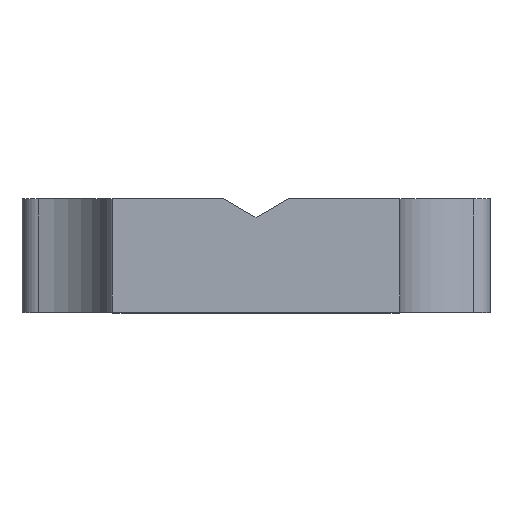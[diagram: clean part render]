
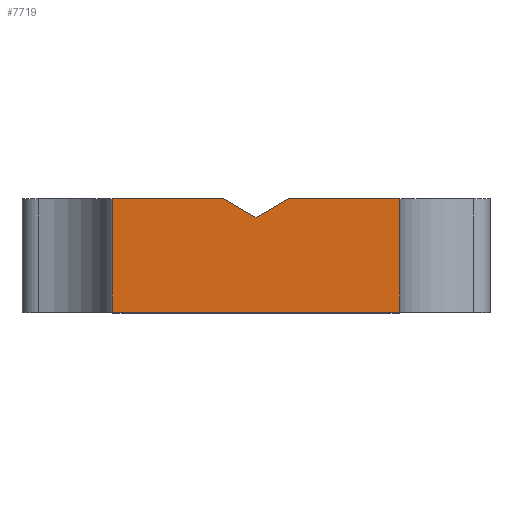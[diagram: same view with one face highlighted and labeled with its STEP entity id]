
A CAD part, top view. The second image highlights one B-rep face of the part: STEP entity #7719.
In plain terms, the highlighted planar face has unit normal (0, 0, 1).
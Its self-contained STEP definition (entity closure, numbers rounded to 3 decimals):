
#52 = DIRECTION ( 'NONE',  ( -1., 0., 0. ) ) ;
#110 = LINE ( 'NONE', #4179, #7775 ) ;
#218 = VERTEX_POINT ( 'NONE', #9478 ) ;
#255 = ORIENTED_EDGE ( 'NONE', *, *, #5707, .F. ) ;
#757 = PLANE ( 'NONE',  #2101 ) ;
#950 = EDGE_LOOP ( 'NONE', ( #5236, #1317, #7625, #4031, #5134, #255, #5036 ) ) ;
#1029 = VECTOR ( 'NONE', #6374, 1000. ) ;
#1317 = ORIENTED_EDGE ( 'NONE', *, *, #8093, .F. ) ;
#1447 = VECTOR ( 'NONE', #5052, 1000. ) ;
#1785 = CARTESIAN_POINT ( 'NONE',  ( -11.629, -10.549, 58. ) ) ;
#2101 = AXIS2_PLACEMENT_3D ( 'NONE', #2237, #4466, #52 ) ;
#2237 = CARTESIAN_POINT ( 'NONE',  ( 3.571, -10.549, 58. ) ) ;
#2305 = CARTESIAN_POINT ( 'NONE',  ( 3.571, -10.549, 58. ) ) ;
#2527 = VECTOR ( 'NONE', #3572, 1000. ) ;
#2604 = VERTEX_POINT ( 'NONE', #3523 ) ;
#2613 = LINE ( 'NONE', #7667, #6074 ) ;
#2683 = CARTESIAN_POINT ( 'NONE',  ( 3.571, -10.549, 58. ) ) ;
#2803 = EDGE_CURVE ( 'NONE', #8427, #8944, #8602, .T. ) ;
#2981 = LINE ( 'NONE', #2683, #1029 ) ;
#3212 = DIRECTION ( 'NONE',  ( 0.866, 0.5, 0. ) ) ;
#3497 = CARTESIAN_POINT ( 'NONE',  ( -4.029, -5.549, 58. ) ) ;
#3523 = CARTESIAN_POINT ( 'NONE',  ( -11.629, -4.549, 58. ) ) ;
#3572 = DIRECTION ( 'NONE',  ( -1., 0., 0. ) ) ;
#3759 = FACE_OUTER_BOUND ( 'NONE', #950, .T. ) ;
#3772 = DIRECTION ( 'NONE',  ( 0., 1., 0. ) ) ;
#3881 = LINE ( 'NONE', #8594, #9578 ) ;
#4031 = ORIENTED_EDGE ( 'NONE', *, *, #5770, .T. ) ;
#4113 = EDGE_CURVE ( 'NONE', #218, #9154, #110, .T. ) ;
#4123 = DIRECTION ( 'NONE',  ( 0., 1., 0. ) ) ;
#4179 = CARTESIAN_POINT ( 'NONE',  ( -5.762, -4.549, 58. ) ) ;
#4390 = CARTESIAN_POINT ( 'NONE',  ( 3.571, -4.549, 58. ) ) ;
#4466 = DIRECTION ( 'NONE',  ( 0., 0., -1. ) ) ;
#4481 = LINE ( 'NONE', #7157, #2527 ) ;
#4488 = CARTESIAN_POINT ( 'NONE',  ( -2.297, -4.549, 58. ) ) ;
#4877 = VECTOR ( 'NONE', #3772, 1000. ) ;
#5036 = ORIENTED_EDGE ( 'NONE', *, *, #2803, .T. ) ;
#5052 = DIRECTION ( 'NONE',  ( -1., 0., 0. ) ) ;
#5134 = ORIENTED_EDGE ( 'NONE', *, *, #7414, .F. ) ;
#5154 = LINE ( 'NONE', #9508, #1447 ) ;
#5236 = ORIENTED_EDGE ( 'NONE', *, *, #7467, .T. ) ;
#5707 = EDGE_CURVE ( 'NONE', #8427, #6857, #2981, .T. ) ;
#5770 = EDGE_CURVE ( 'NONE', #218, #2604, #4481, .T. ) ;
#6074 = VECTOR ( 'NONE', #3212, 1000. ) ;
#6374 = DIRECTION ( 'NONE',  ( -1., 0., 0. ) ) ;
#6415 = DIRECTION ( 'NONE',  ( 0.866, -0.5, 0. ) ) ;
#6857 = VERTEX_POINT ( 'NONE', #1785 ) ;
#7157 = CARTESIAN_POINT ( 'NONE',  ( 3.571, -4.549, 58. ) ) ;
#7414 = EDGE_CURVE ( 'NONE', #6857, #2604, #3881, .T. ) ;
#7467 = EDGE_CURVE ( 'NONE', #8944, #9053, #5154, .T. ) ;
#7485 = CARTESIAN_POINT ( 'NONE',  ( 3.571, -10.549, 58. ) ) ;
#7625 = ORIENTED_EDGE ( 'NONE', *, *, #4113, .F. ) ;
#7667 = CARTESIAN_POINT ( 'NONE',  ( -4.029, -5.549, 58. ) ) ;
#7719 = ADVANCED_FACE ( 'NONE', ( #3759 ), #757, .F. ) ;
#7775 = VECTOR ( 'NONE', #6415, 1000. ) ;
#8093 = EDGE_CURVE ( 'NONE', #9154, #9053, #2613, .T. ) ;
#8427 = VERTEX_POINT ( 'NONE', #2305 ) ;
#8594 = CARTESIAN_POINT ( 'NONE',  ( -11.629, -10.549, 58. ) ) ;
#8602 = LINE ( 'NONE', #7485, #4877 ) ;
#8944 = VERTEX_POINT ( 'NONE', #4390 ) ;
#9053 = VERTEX_POINT ( 'NONE', #4488 ) ;
#9154 = VERTEX_POINT ( 'NONE', #3497 ) ;
#9478 = CARTESIAN_POINT ( 'NONE',  ( -5.762, -4.549, 58. ) ) ;
#9508 = CARTESIAN_POINT ( 'NONE',  ( 3.571, -4.549, 58. ) ) ;
#9578 = VECTOR ( 'NONE', #4123, 1000. ) ;
